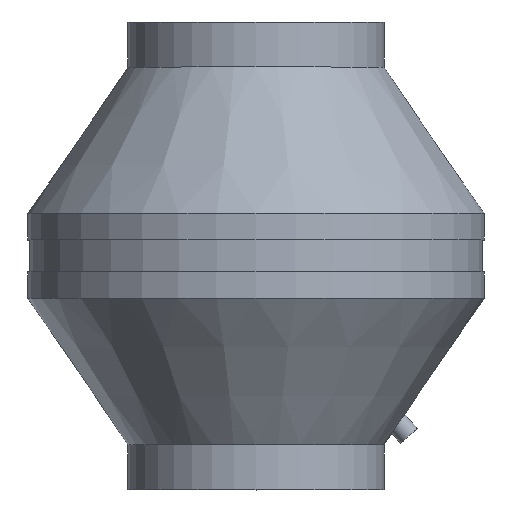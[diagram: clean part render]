
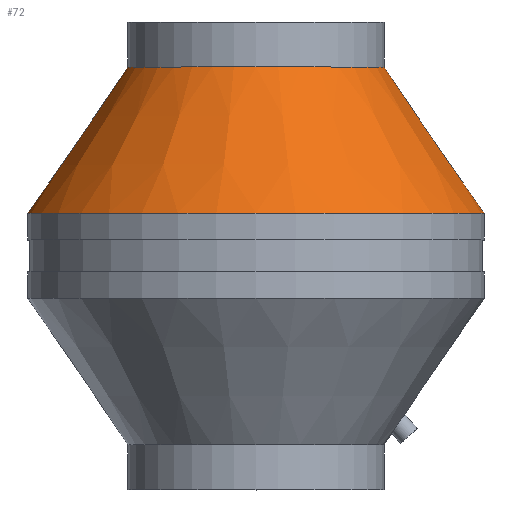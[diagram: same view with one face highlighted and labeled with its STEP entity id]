
A CAD part, top view. The second image highlights one B-rep face of the part: STEP entity #72.
In plain terms, the highlighted conical face has half-angle 34.419 degrees and reference radius 254 mm.
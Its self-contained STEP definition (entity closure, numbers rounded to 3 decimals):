
#72 = ADVANCED_FACE( '', ( #178, #179 ), #180, .T. );
#178 = FACE_BOUND( '', #341, .T. );
#179 = FACE_OUTER_BOUND( '', #342, .T. );
#180 = CONICAL_SURFACE( '', #343, 254., 0.601 );
#341 = EDGE_LOOP( '', ( #507 ) );
#342 = EDGE_LOOP( '', ( #508 ) );
#343 = AXIS2_PLACEMENT_3D( '', #509, #510, #511 );
#507 = ORIENTED_EDGE( '', *, *, #862, .T. );
#508 = ORIENTED_EDGE( '', *, *, #863, .F. );
#509 = CARTESIAN_POINT( '', ( 0., 307.274, 0. ) );
#510 = DIRECTION( '', ( 0., -1., 0. ) );
#511 = DIRECTION( '', ( 0., 0., -1. ) );
#862 = EDGE_CURVE( '', #1011, #1011, #1012, .T. );
#863 = EDGE_CURVE( '', #1013, #1013, #1014, .T. );
#1011 = VERTEX_POINT( '', #1225 );
#1012 = CIRCLE( '', #1226, 142.5 );
#1013 = VERTEX_POINT( '', #1227 );
#1014 = CIRCLE( '', #1228, 254. );
#1225 = CARTESIAN_POINT( '', ( 0., 470., -142.5 ) );
#1226 = AXIS2_PLACEMENT_3D( '', #1861, #1862, #1863 );
#1227 = CARTESIAN_POINT( '', ( 0., 307.274, -254. ) );
#1228 = AXIS2_PLACEMENT_3D( '', #1864, #1865, #1866 );
#1861 = CARTESIAN_POINT( '', ( 0., 470., 0. ) );
#1862 = DIRECTION( '', ( 0., -1., 0. ) );
#1863 = DIRECTION( '', ( 0., 0., -1. ) );
#1864 = CARTESIAN_POINT( '', ( 0., 307.274, 0. ) );
#1865 = DIRECTION( '', ( 0., -1., 0. ) );
#1866 = DIRECTION( '', ( 0., 0., -1. ) );
